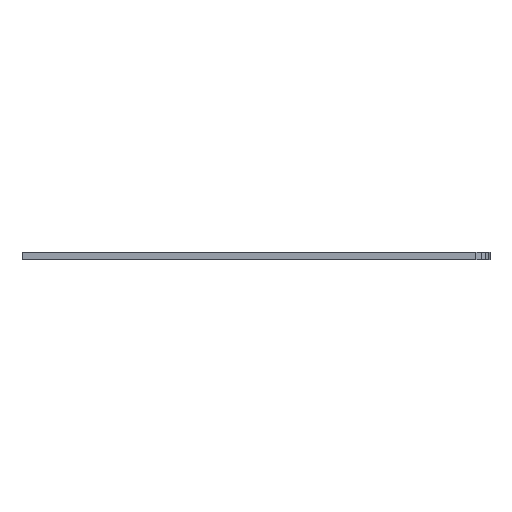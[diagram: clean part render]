
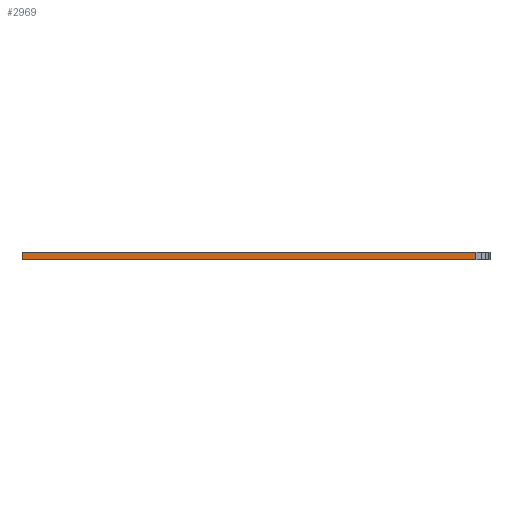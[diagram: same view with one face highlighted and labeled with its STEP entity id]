
A CAD part, front view. The second image highlights one B-rep face of the part: STEP entity #2969.
In plain terms, the highlighted planar face has unit normal (0, -1, 0).
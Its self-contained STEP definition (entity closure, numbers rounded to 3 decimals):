
#111=FACE_OUTER_BOUND('',#255,.T.);
#255=EDGE_LOOP('',(#2201,#2202,#2203,#2204));
#563=LINE('',#4384,#989);
#564=LINE('',#4387,#990);
#565=LINE('',#4389,#991);
#566=LINE('',#4390,#992);
#989=VECTOR('',#3585,10.);
#990=VECTOR('',#3588,10.);
#991=VECTOR('',#3589,10.);
#992=VECTOR('',#3590,10.);
#1339=VERTEX_POINT('',#4380);
#1340=VERTEX_POINT('',#4382);
#1341=VERTEX_POINT('',#4386);
#1342=VERTEX_POINT('',#4388);
#1699=EDGE_CURVE('',#1339,#1340,#563,.T.);
#1700=EDGE_CURVE('',#1341,#1339,#564,.T.);
#1701=EDGE_CURVE('',#1342,#1340,#565,.T.);
#1702=EDGE_CURVE('',#1341,#1342,#566,.T.);
#2201=ORIENTED_EDGE('',*,*,#1700,.T.);
#2202=ORIENTED_EDGE('',*,*,#1699,.T.);
#2203=ORIENTED_EDGE('',*,*,#1701,.F.);
#2204=ORIENTED_EDGE('',*,*,#1702,.F.);
#2825=PLANE('',#3129);
#2969=ADVANCED_FACE('',(#111),#2825,.T.);
#3129=AXIS2_PLACEMENT_3D('',#4385,#3586,#3587);
#3585=DIRECTION('',(0.,0.,1.));
#3586=DIRECTION('center_axis',(0.,-1.,0.));
#3587=DIRECTION('ref_axis',(1.,0.,0.));
#3588=DIRECTION('',(1.,0.,0.));
#3589=DIRECTION('',(1.,0.,0.));
#3590=DIRECTION('',(0.,0.,1.));
#4380=CARTESIAN_POINT('',(114.28,18.208,0.));
#4382=CARTESIAN_POINT('',(114.28,18.208,1.57));
#4384=CARTESIAN_POINT('',(114.28,18.208,0.));
#4385=CARTESIAN_POINT('Origin',(17.28,18.208,0.));
#4386=CARTESIAN_POINT('',(17.28,18.208,0.));
#4387=CARTESIAN_POINT('',(17.28,18.208,0.));
#4388=CARTESIAN_POINT('',(17.28,18.208,1.57));
#4389=CARTESIAN_POINT('',(17.28,18.208,1.57));
#4390=CARTESIAN_POINT('',(17.28,18.208,0.));
